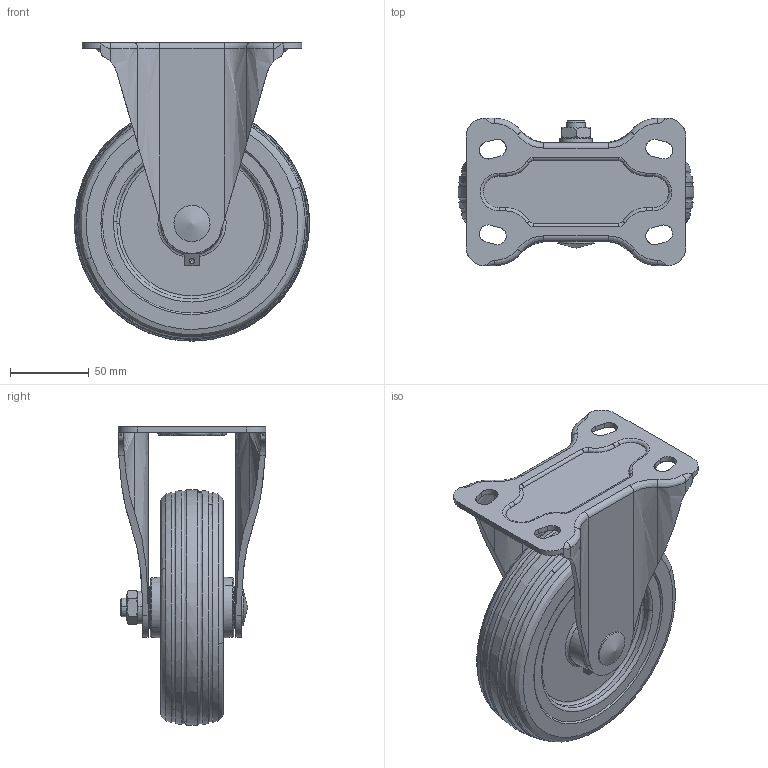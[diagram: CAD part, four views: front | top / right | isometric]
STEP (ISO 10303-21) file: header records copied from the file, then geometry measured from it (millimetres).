
FILE_DESCRIPTION((''),'2;1');
FILE_NAME('','2008-05-01T20:47:44',(''),(''),'','CADfix','');
FILE_SCHEMA(('AUTOMOTIVE_DESIGN { 1 0 10303 214 1 1 1 1 }'));
Length unit declared in the file: millimetre
Bounding box: 150 x 94 x 189.88 mm (x, y, z)
Volume: 696199.6 mm3; surface area: 126316.1 mm2
Topology: 3 solids, 3 shells, 236 faces, 716 edges, 494 vertices
Faces by surface type: bspline 236
Entity records: 11129 total; most frequent: CARTESIAN_POINT 7297, ORIENTED_EDGE 1416, EDGE_CURVE 708, VERTEX_POINT 494, EDGE_LOOP 266, FACE_OUTER_BOUND 236, ADVANCED_FACE 236, QUASI_UNIFORM_CURVE 192
